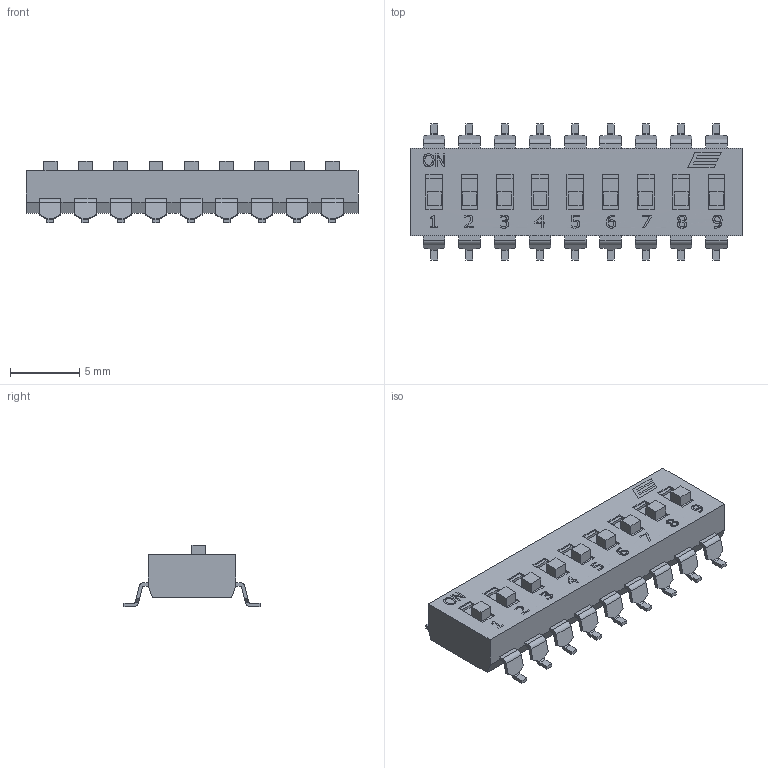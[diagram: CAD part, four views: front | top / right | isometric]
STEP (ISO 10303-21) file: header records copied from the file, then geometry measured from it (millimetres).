
FILE_DESCRIPTION((' '),'2;1');
FILE_NAME('KAE09LGGx.stp','2017-08-03T10:16:40',(' '),(' '),' ','ACIS',' ');
FILE_SCHEMA(('CONFIG_CONTROL_DESIGN'));
Length unit declared in the file: inch
Products named in the file (1): KAE09LGGx.stp
Bounding box: 23.9 x 9.8 x 4.45 mm (x, y, z)
Volume: 469.6 mm3; surface area: 660 mm2
Topology: 1 solids, 1 shells, 467 faces, 1383 edges, 945 vertices
Faces by surface type: plane 395, cylinder 72
Entity records: 15801 total; most frequent: CARTESIAN_POINT 3205, ORIENTED_EDGE 2766, DIRECTION 2348, EDGE_CURVE 1383, VECTOR 1124, LINE 1124, VERTEX_POINT 945, AXIS2_PLACEMENT_3D 612
